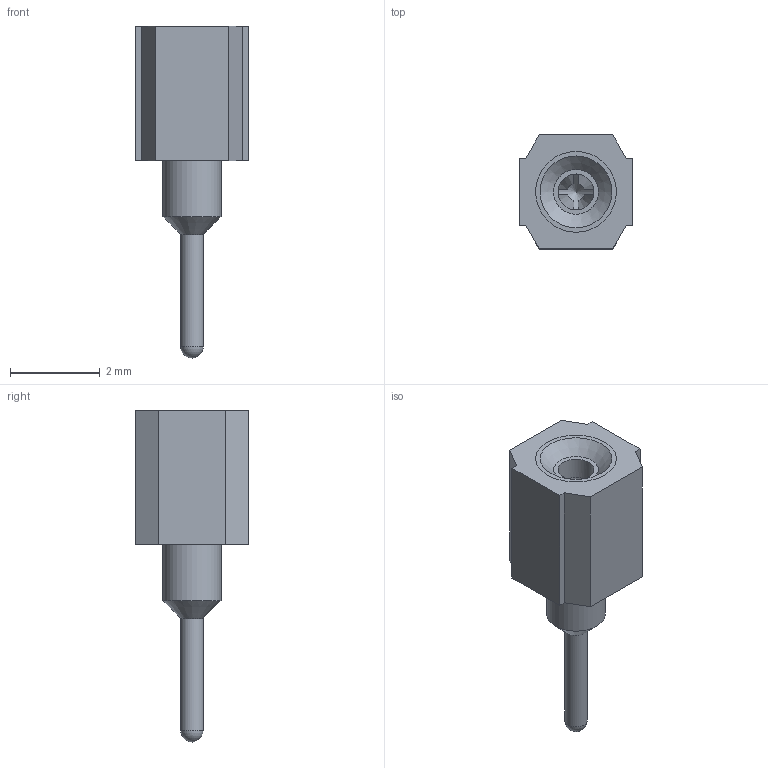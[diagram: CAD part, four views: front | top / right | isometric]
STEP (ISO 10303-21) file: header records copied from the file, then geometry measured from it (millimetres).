
FILE_DESCRIPTION(('STEP AP214'), '1');
FILE_NAME('SCSL (DS1002-01 CONNFLY)', '', ('UNSPECIFIED'), ('UNSPECIFIED'), 'ASCON STEP Converter 1.6', 'ASCON Math Kernel', '');
FILE_SCHEMA(('AUTOMOTIVE_DESIGN { 1 0 10303 214 3 1 1}'));
Length unit declared in the file: millimetre
Bounding box: 2.54 x 2.54 x 7.4 mm (x, y, z)
Volume: 16.8 mm3; surface area: 101.7 mm2
Topology: 3 solids, 3 shells, 54 faces, 123 edges, 75 vertices
Faces by surface type: plane 34, cone 11, cylinder 8, sphere 1
Full cylindrical faces by diameter (mm): 0.5 x1, 0.8 x1, 1 x2, 1.3 x2, 1.8 x2
Entity records: 2058 total; most frequent: CARTESIAN_POINT 413, DIRECTION 244, ORIENTED_EDGE 218, EDGE_CURVE 109, AXIS2_PLACEMENT_3D 96, VERTEX_POINT 73, EDGE_LOOP 70, COLOUR_RGB 57
